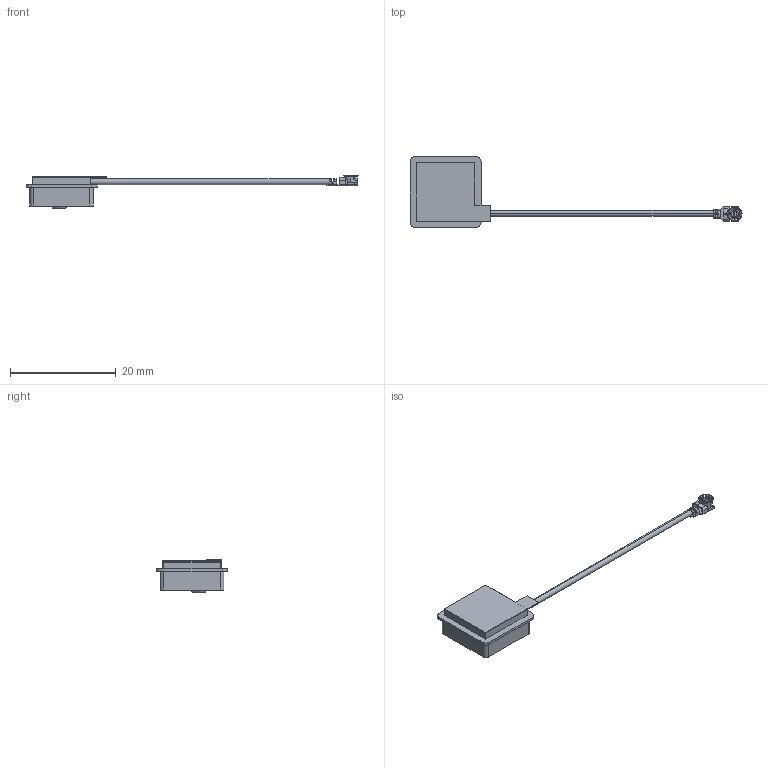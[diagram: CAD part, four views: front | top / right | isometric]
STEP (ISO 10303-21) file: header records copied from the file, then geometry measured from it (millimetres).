
FILE_DESCRIPTION (( 'STEP AP203' ), '1' );
FILE_NAME ('AP 12F.STEP', '2017-06-05T03:34:15', ( '' ), ( '' ), 'SwSTEP 2.0', 'SolidWorks 2016', '' );
FILE_SCHEMA (( 'CONFIG_CONTROL_DESIGN' ));
Length unit declared in the file: millimetre
Products named in the file (12): AP 12F; AP 12F 113 Cable; p6; p7; p4; p3; p8; AP 12F Patch; IPEX; AP 12F PCB; 零件14^AP 12F; AP 12F Shielding Case
Assembly tree (11 placements, depth 3):
  AP 12F
    AP 12F Patch
    AP 12F PCB
    AP 12F Shielding Case
    AP 12F 113 Cable
    IPEX
      p6
      p7
      p4
      p3
      p8
    零件14^AP 12F
Bounding box: 62.65 x 13.4 x 6.3 mm (x, y, z)
Volume: 698.2 mm3; surface area: 1726.2 mm2
Topology: 10 solids, 10 shells, 264 faces, 705 edges, 463 vertices
Faces by surface type: plane 143, cylinder 105, bspline 14, cone 2
Entity records: 10109 total; most frequent: CARTESIAN_POINT 2258, ORIENTED_EDGE 1410, DIRECTION 1364, EDGE_CURVE 705, AXIS2_PLACEMENT_3D 473, VERTEX_POINT 463, VECTOR 418, LINE 418
